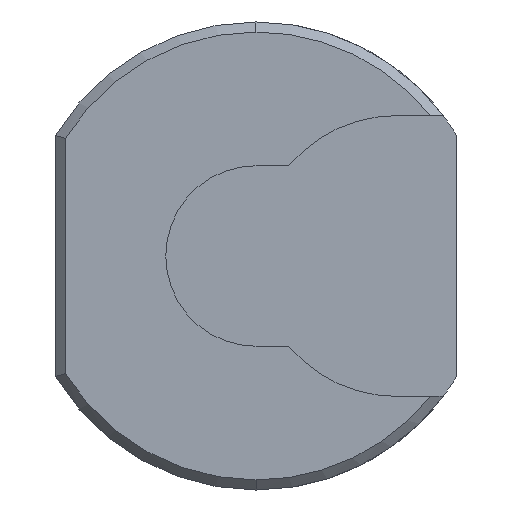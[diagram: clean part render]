
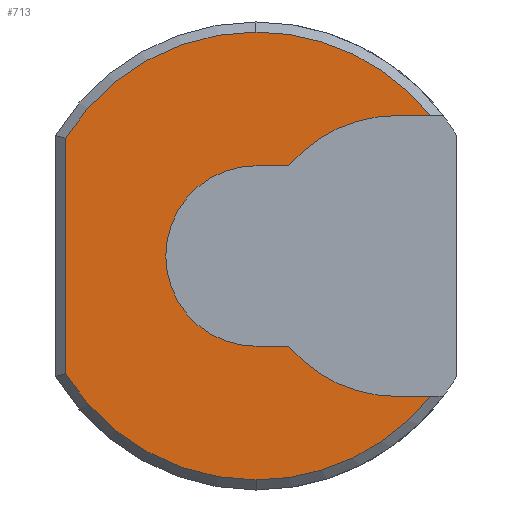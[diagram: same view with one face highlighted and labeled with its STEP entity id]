
A CAD part, left-side view. The second image highlights one B-rep face of the part: STEP entity #713.
In plain terms, the highlighted planar face has unit normal (-1, 0, 0).
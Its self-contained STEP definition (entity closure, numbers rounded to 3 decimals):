
#176=CARTESIAN_POINT('',(-95.,-12.126,-19.033));
#177=VERTEX_POINT('',#176);
#193=CARTESIAN_POINT('',(-95.,-4.914,-13.5));
#194=VERTEX_POINT('',#193);
#201=CARTESIAN_POINT('',(-95.,-21.,0.));
#202=DIRECTION('',(1.0,0.,0.));
#203=DIRECTION('',(0.,0.423,-0.906));
#204=AXIS2_PLACEMENT_3D('',#201,#202,#203);
#205=CIRCLE('',#204,21.);
#206=EDGE_CURVE('',#177,#194,#205,.T.);
#218=CARTESIAN_POINT('',(-95.,13.5,0.));
#219=VERTEX_POINT('',#218);
#235=CARTESIAN_POINT('',(-95.,0.0,13.5));
#236=VERTEX_POINT('',#235);
#243=CARTESIAN_POINT('',(-95.,0.,0.));
#244=DIRECTION('',(1.0,0.0,0.0));
#245=DIRECTION('',(0.0,1.0,0.0));
#246=AXIS2_PLACEMENT_3D('',#243,#244,#245);
#247=CIRCLE('',#246,13.5);
#248=EDGE_CURVE('',#219,#236,#247,.T.);
#260=CARTESIAN_POINT('',(-95.,-12.126,19.033));
#261=VERTEX_POINT('',#260);
#277=CARTESIAN_POINT('',(-95.0,-21.0,21.0));
#278=VERTEX_POINT('',#277);
#285=CARTESIAN_POINT('',(-95.,-21.0,0.));
#286=DIRECTION('',(1.,0.,0.));
#287=DIRECTION('',(0.,0.423,0.906));
#288=AXIS2_PLACEMENT_3D('',#285,#286,#287);
#289=CIRCLE('',#288,21.);
#290=EDGE_CURVE('',#261,#278,#289,.T.);
#401=CARTESIAN_POINT('',(-95.,0.,33.5));
#402=VERTEX_POINT('',#401);
#418=CARTESIAN_POINT('',(-95.,28.5,17.607));
#419=VERTEX_POINT('',#418);
#426=CARTESIAN_POINT('',(-95.,0.0,0.));
#427=DIRECTION('',(1.0,0.0,0.0));
#428=DIRECTION('',(0.0,0.0,1.0));
#429=AXIS2_PLACEMENT_3D('',#426,#427,#428);
#430=CIRCLE('',#429,33.5);
#431=EDGE_CURVE('',#419,#402,#430,.T.);
#441=CARTESIAN_POINT('',(-95.,0.,-33.5));
#442=VERTEX_POINT('',#441);
#458=CARTESIAN_POINT('',(-95.,-26.101,-21.0));
#459=VERTEX_POINT('',#458);
#473=CARTESIAN_POINT('',(-95.,0.0,0.));
#474=DIRECTION('',(1.0,0.0,0.0));
#475=DIRECTION('',(0.0,0.0,-1.0));
#476=AXIS2_PLACEMENT_3D('',#473,#474,#475);
#477=CIRCLE('',#476,33.5);
#478=EDGE_CURVE('',#459,#442,#477,.T.);
#615=CARTESIAN_POINT('',(-95.0,28.5,-17.607));
#616=VERTEX_POINT('',#615);
#617=CARTESIAN_POINT('',(-95.,0.0,0.));
#618=DIRECTION('',(1.0,0.0,0.0));
#619=DIRECTION('',(0.0,0.0,-1.0));
#620=AXIS2_PLACEMENT_3D('',#617,#618,#619);
#621=CIRCLE('',#620,33.5);
#622=EDGE_CURVE('',#442,#616,#621,.T.);
#634=CARTESIAN_POINT('',(-95.,0.0,0.));
#635=DIRECTION('',(1.0,0.0,0.0));
#636=DIRECTION('',(0.0,0.0,-1.0));
#637=AXIS2_PLACEMENT_3D('',#634,#635,#636);
#638=PLANE('',#637);
#639=ORIENTED_EDGE('',*,*,#478,.F.);
#640=CARTESIAN_POINT('',(-95.,-21.0,-21.0));
#641=VERTEX_POINT('',#640);
#642=CARTESIAN_POINT('',(-95.,-26.101,-21.0));
#643=DIRECTION('',(0.0,1.0,0.0));
#644=VECTOR('',#643,5.101);
#645=LINE('',#642,#644);
#646=EDGE_CURVE('',#459,#641,#645,.T.);
#647=ORIENTED_EDGE('',*,*,#646,.T.);
#648=CARTESIAN_POINT('',(-95.,-21.,0.));
#649=DIRECTION('',(1.0,0.,0.));
#650=DIRECTION('',(0.,0.423,-0.906));
#651=AXIS2_PLACEMENT_3D('',#648,#649,#650);
#652=CIRCLE('',#651,21.);
#653=EDGE_CURVE('',#641,#177,#652,.T.);
#654=ORIENTED_EDGE('',*,*,#653,.T.);
#655=ORIENTED_EDGE('',*,*,#206,.T.);
#656=CARTESIAN_POINT('',(-95.,0.0,-13.5));
#657=VERTEX_POINT('',#656);
#658=CARTESIAN_POINT('',(-95.,-4.914,-13.5));
#659=DIRECTION('',(0.0,1.0,0.0));
#660=VECTOR('',#659,4.914);
#661=LINE('',#658,#660);
#662=EDGE_CURVE('',#194,#657,#661,.T.);
#663=ORIENTED_EDGE('',*,*,#662,.T.);
#664=CARTESIAN_POINT('',(-95.,0.,0.));
#665=DIRECTION('',(1.0,0.0,0.0));
#666=DIRECTION('',(0.0,1.0,0.0));
#667=AXIS2_PLACEMENT_3D('',#664,#665,#666);
#668=CIRCLE('',#667,13.5);
#669=EDGE_CURVE('',#657,#219,#668,.T.);
#670=ORIENTED_EDGE('',*,*,#669,.T.);
#671=ORIENTED_EDGE('',*,*,#248,.T.);
#672=CARTESIAN_POINT('',(-95.,-4.914,13.5));
#673=VERTEX_POINT('',#672);
#674=CARTESIAN_POINT('',(-95.,0.0,13.5));
#675=DIRECTION('',(0.0,-1.0,0.0));
#676=VECTOR('',#675,4.914);
#677=LINE('',#674,#676);
#678=EDGE_CURVE('',#236,#673,#677,.T.);
#679=ORIENTED_EDGE('',*,*,#678,.T.);
#680=CARTESIAN_POINT('',(-95.,-21.0,0.));
#681=DIRECTION('',(1.,0.,0.));
#682=DIRECTION('',(0.,0.423,0.906));
#683=AXIS2_PLACEMENT_3D('',#680,#681,#682);
#684=CIRCLE('',#683,21.);
#685=EDGE_CURVE('',#673,#261,#684,.T.);
#686=ORIENTED_EDGE('',*,*,#685,.T.);
#687=ORIENTED_EDGE('',*,*,#290,.T.);
#688=CARTESIAN_POINT('',(-95.,-26.101,21.));
#689=VERTEX_POINT('',#688);
#690=CARTESIAN_POINT('',(-95.0,-21.0,21.0));
#691=DIRECTION('',(0.0,-1.0,0.0));
#692=VECTOR('',#691,5.101);
#693=LINE('',#690,#692);
#694=EDGE_CURVE('',#278,#689,#693,.T.);
#695=ORIENTED_EDGE('',*,*,#694,.T.);
#696=CARTESIAN_POINT('',(-95.,0.0,0.));
#697=DIRECTION('',(1.0,0.0,0.0));
#698=DIRECTION('',(0.0,0.0,1.0));
#699=AXIS2_PLACEMENT_3D('',#696,#697,#698);
#700=CIRCLE('',#699,33.5);
#701=EDGE_CURVE('',#402,#689,#700,.T.);
#702=ORIENTED_EDGE('',*,*,#701,.F.);
#703=ORIENTED_EDGE('',*,*,#431,.F.);
#704=CARTESIAN_POINT('',(-95.0,28.5,-17.607));
#705=DIRECTION('',(0.0,0.0,1.0));
#706=VECTOR('',#705,35.214);
#707=LINE('',#704,#706);
#708=EDGE_CURVE('',#616,#419,#707,.T.);
#709=ORIENTED_EDGE('',*,*,#708,.F.);
#710=ORIENTED_EDGE('',*,*,#622,.F.);
#711=EDGE_LOOP('',(#639,#647,#654,#655,#663,#670,#671,#679,#686,#687,#695,#702,#703,#709,#710));
#712=FACE_OUTER_BOUND('',#711,.T.);
#713=ADVANCED_FACE('',(#712),#638,.F.);
